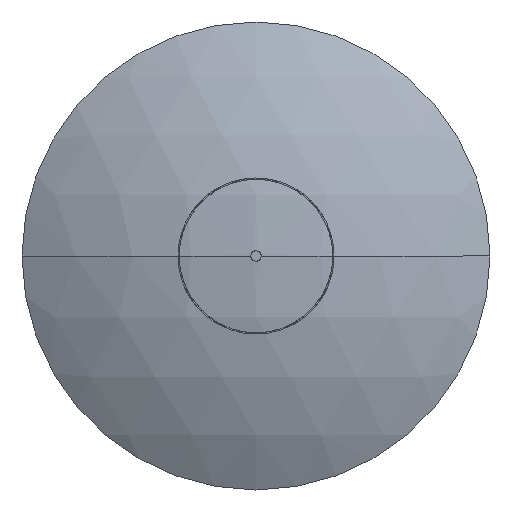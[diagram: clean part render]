
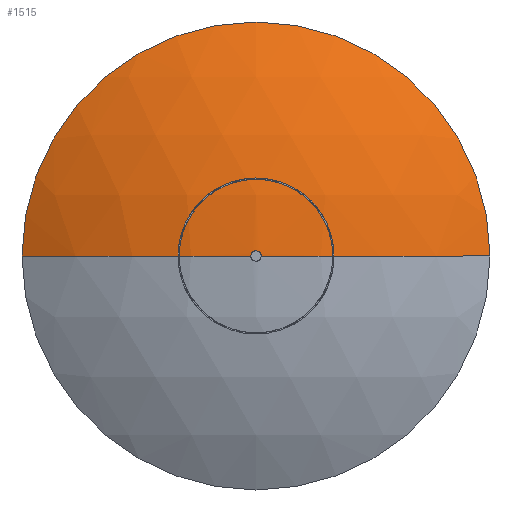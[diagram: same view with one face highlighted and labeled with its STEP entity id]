
A CAD part, front view. The second image highlights one B-rep face of the part: STEP entity #1515.
In plain terms, the highlighted spherical face has radius 1192.11 mm.
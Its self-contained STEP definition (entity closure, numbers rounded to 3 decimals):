
#32 = DIRECTION ( 'NONE',  ( 0., 0., 1. ) ) ;
#177 = VERTEX_POINT ( 'NONE', #2418 ) ;
#235 = AXIS2_PLACEMENT_3D ( 'NONE', #1323, #2173, #2593 ) ;
#253 = CARTESIAN_POINT ( 'NONE',  ( 0., 0.076, 0. ) ) ;
#316 = AXIS2_PLACEMENT_3D ( 'NONE', #2437, #1191, #1788 ) ;
#380 = VERTEX_POINT ( 'NONE', #794 ) ;
#406 = EDGE_CURVE ( 'NONE', #380, #771, #1482, .T. ) ;
#458 = DIRECTION ( 'NONE',  ( -1., 0., 0. ) ) ;
#500 = CARTESIAN_POINT ( 'NONE',  ( 600., 162., 0. ) ) ;
#522 = CARTESIAN_POINT ( 'NONE',  ( 0., 162., 0. ) ) ;
#531 = CIRCLE ( 'NONE', #2633, 600. ) ;
#577 = ORIENTED_EDGE ( 'NONE', *, *, #2221, .F. ) ;
#599 = EDGE_CURVE ( 'NONE', #177, #1189, #1178, .T. ) ;
#760 = CARTESIAN_POINT ( 'NONE',  ( 0., 0.076, 13.5 ) ) ;
#771 = VERTEX_POINT ( 'NONE', #760 ) ;
#794 = CARTESIAN_POINT ( 'NONE',  ( 13.5, 0.076, 0. ) ) ;
#974 = FACE_OUTER_BOUND ( 'NONE', #2665, .T. ) ;
#1007 = CIRCLE ( 'NONE', #1316, 13.5 ) ;
#1055 = DIRECTION ( 'NONE',  ( 0., 0., -1. ) ) ;
#1178 = CIRCLE ( 'NONE', #2378, 1192.111 ) ;
#1179 = CIRCLE ( 'NONE', #235, 1192.111 ) ;
#1189 = VERTEX_POINT ( 'NONE', #1544 ) ;
#1191 = DIRECTION ( 'NONE',  ( 0., 0., 1. ) ) ;
#1196 = EDGE_CURVE ( 'NONE', #1189, #2464, #531, .T. ) ;
#1220 = ORIENTED_EDGE ( 'NONE', *, *, #2518, .T. ) ;
#1279 = DIRECTION ( 'NONE',  ( 0., -1., 0. ) ) ;
#1316 = AXIS2_PLACEMENT_3D ( 'NONE', #1456, #1279, #2530 ) ;
#1323 = CARTESIAN_POINT ( 'NONE',  ( 0., 1192.111, 0. ) ) ;
#1381 = SPHERICAL_SURFACE ( 'NONE', #316, 1192.111 ) ;
#1398 = ORIENTED_EDGE ( 'NONE', *, *, #1196, .F. ) ;
#1456 = CARTESIAN_POINT ( 'NONE',  ( 0., 0.076, 0. ) ) ;
#1482 = CIRCLE ( 'NONE', #2135, 13.5 ) ;
#1496 = DIRECTION ( 'NONE',  ( 0., -1., 0. ) ) ;
#1506 = ORIENTED_EDGE ( 'NONE', *, *, #599, .F. ) ;
#1515 = ADVANCED_FACE ( 'NONE', ( #974 ), #1381, .T. ) ;
#1544 = CARTESIAN_POINT ( 'NONE',  ( -600., 162., 0. ) ) ;
#1788 = DIRECTION ( 'NONE',  ( -1., 0., 0. ) ) ;
#1842 = ORIENTED_EDGE ( 'NONE', *, *, #406, .F. ) ;
#1852 = CARTESIAN_POINT ( 'NONE',  ( 0., 1192.111, 0. ) ) ;
#2135 = AXIS2_PLACEMENT_3D ( 'NONE', #253, #1496, #32 ) ;
#2164 = DIRECTION ( 'NONE',  ( -1., 0., 0. ) ) ;
#2173 = DIRECTION ( 'NONE',  ( 0., 0., 1. ) ) ;
#2221 = EDGE_CURVE ( 'NONE', #771, #177, #1007, .T. ) ;
#2378 = AXIS2_PLACEMENT_3D ( 'NONE', #1852, #1055, #458 ) ;
#2418 = CARTESIAN_POINT ( 'NONE',  ( -13.5, 0.076, 0. ) ) ;
#2437 = CARTESIAN_POINT ( 'NONE',  ( 0., 1192.111, 0. ) ) ;
#2464 = VERTEX_POINT ( 'NONE', #500 ) ;
#2518 = EDGE_CURVE ( 'NONE', #380, #2464, #1179, .T. ) ;
#2530 = DIRECTION ( 'NONE',  ( 0., 0., 1. ) ) ;
#2557 = DIRECTION ( 'NONE',  ( 0., 1., 0. ) ) ;
#2593 = DIRECTION ( 'NONE',  ( 1., 0., 0. ) ) ;
#2633 = AXIS2_PLACEMENT_3D ( 'NONE', #522, #2557, #2164 ) ;
#2665 = EDGE_LOOP ( 'NONE', ( #1842, #1220, #1398, #1506, #577 ) ) ;
